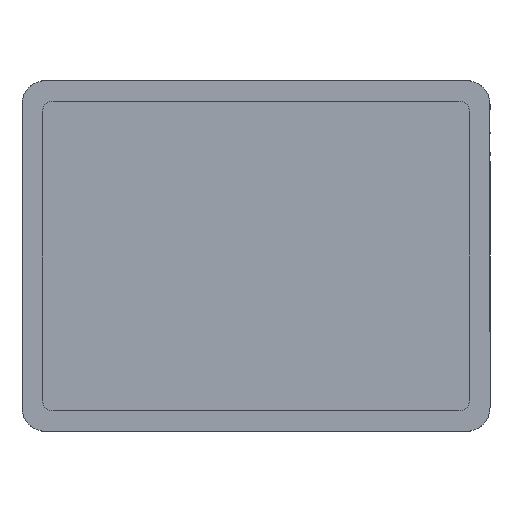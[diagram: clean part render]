
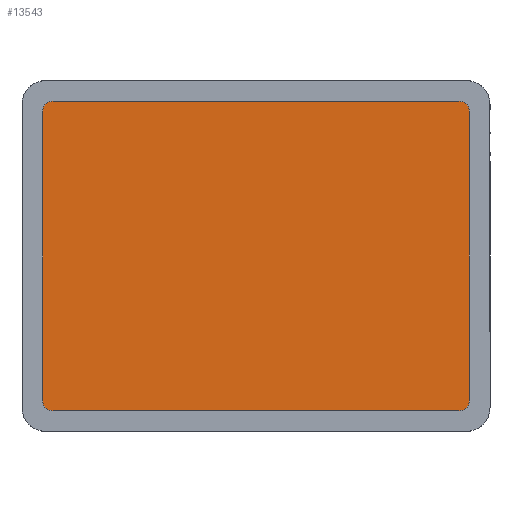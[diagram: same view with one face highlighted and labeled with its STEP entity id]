
A CAD part, front view. The second image highlights one B-rep face of the part: STEP entity #13543.
In plain terms, the highlighted planar face has unit normal (0, -1, 0).
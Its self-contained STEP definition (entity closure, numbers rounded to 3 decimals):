
#397 = DIRECTION ( 'NONE',  ( 0., 1., 0. ) ) ;
#554 = CARTESIAN_POINT ( 'NONE',  ( 182., 0., 123. ) ) ;
#564 = AXIS2_PLACEMENT_3D ( 'NONE', #4878, #11413, #19393 ) ;
#1009 = DIRECTION ( 'NONE',  ( 0., 0., -1. ) ) ;
#1469 = ORIENTED_EDGE ( 'NONE', *, *, #3459, .F. ) ;
#1607 = DIRECTION ( 'NONE',  ( 0., 0., 1. ) ) ;
#1614 = VERTEX_POINT ( 'NONE', #3149 ) ;
#1634 = LINE ( 'NONE', #9551, #20381 ) ;
#1768 = CARTESIAN_POINT ( 'NONE',  ( 173., 0., -123. ) ) ;
#2112 = VERTEX_POINT ( 'NONE', #19955 ) ;
#3149 = CARTESIAN_POINT ( 'NONE',  ( -173., 0., 132. ) ) ;
#3208 = LINE ( 'NONE', #18049, #16506 ) ;
#3459 = EDGE_CURVE ( 'NONE', #9052, #13696, #20815, .T. ) ;
#3536 = ORIENTED_EDGE ( 'NONE', *, *, #5184, .F. ) ;
#4707 = EDGE_LOOP ( 'NONE', ( #14481, #16239, #1469, #9471, #3536, #9183, #12041, #4810 ) ) ;
#4810 = ORIENTED_EDGE ( 'NONE', *, *, #16534, .F. ) ;
#4878 = CARTESIAN_POINT ( 'NONE',  ( 173., 0., 123. ) ) ;
#5184 = EDGE_CURVE ( 'NONE', #5749, #6596, #13022, .T. ) ;
#5749 = VERTEX_POINT ( 'NONE', #17906 ) ;
#6596 = VERTEX_POINT ( 'NONE', #554 ) ;
#7247 = DIRECTION ( 'NONE',  ( 0., 1., 0. ) ) ;
#7355 = CARTESIAN_POINT ( 'NONE',  ( -173., 0., 123. ) ) ;
#7694 = CARTESIAN_POINT ( 'NONE',  ( -173., 0., -132. ) ) ;
#7921 = LINE ( 'NONE', #9130, #20818 ) ;
#8240 = VERTEX_POINT ( 'NONE', #7694 ) ;
#8273 = CARTESIAN_POINT ( 'NONE',  ( -173., 0., -123. ) ) ;
#8469 = DIRECTION ( 'NONE',  ( 0., 1., 0. ) ) ;
#8484 = DIRECTION ( 'NONE',  ( 0., 0., 1. ) ) ;
#8820 = AXIS2_PLACEMENT_3D ( 'NONE', #8273, #14690, #8484 ) ;
#8994 = EDGE_CURVE ( 'NONE', #2112, #1614, #11276, .T. ) ;
#9052 = VERTEX_POINT ( 'NONE', #20286 ) ;
#9130 = CARTESIAN_POINT ( 'NONE',  ( 182., 0., 123. ) ) ;
#9183 = ORIENTED_EDGE ( 'NONE', *, *, #19288, .F. ) ;
#9471 = ORIENTED_EDGE ( 'NONE', *, *, #20805, .F. ) ;
#9551 = CARTESIAN_POINT ( 'NONE',  ( -173., 0., -132. ) ) ;
#9903 = AXIS2_PLACEMENT_3D ( 'NONE', #16039, #8469, #1607 ) ;
#10400 = DIRECTION ( 'NONE',  ( 1., 0., 0. ) ) ;
#10410 = EDGE_CURVE ( 'NONE', #13696, #8240, #1634, .T. ) ;
#10590 = CARTESIAN_POINT ( 'NONE',  ( 173., 0., -132. ) ) ;
#10724 = DIRECTION ( 'NONE',  ( 0., 0., 1. ) ) ;
#11276 = CIRCLE ( 'NONE', #17996, 9. ) ;
#11413 = DIRECTION ( 'NONE',  ( 0., 1., 0. ) ) ;
#12041 = ORIENTED_EDGE ( 'NONE', *, *, #8994, .F. ) ;
#12570 = VECTOR ( 'NONE', #10400, 1000. ) ;
#12660 = CARTESIAN_POINT ( 'NONE',  ( -182., 0., -123. ) ) ;
#12762 = AXIS2_PLACEMENT_3D ( 'NONE', #1768, #397, #13256 ) ;
#12805 = DIRECTION ( 'NONE',  ( 0., 0., 1. ) ) ;
#13017 = DIRECTION ( 'NONE',  ( -1., 0., 0. ) ) ;
#13022 = CIRCLE ( 'NONE', #564, 9. ) ;
#13130 = LINE ( 'NONE', #19542, #12570 ) ;
#13256 = DIRECTION ( 'NONE',  ( 0., 0., 1. ) ) ;
#13322 = FACE_OUTER_BOUND ( 'NONE', #4707, .T. ) ;
#13543 = ADVANCED_FACE ( 'NONE', ( #13322 ), #16474, .F. ) ;
#13696 = VERTEX_POINT ( 'NONE', #10590 ) ;
#14481 = ORIENTED_EDGE ( 'NONE', *, *, #18101, .F. ) ;
#14690 = DIRECTION ( 'NONE',  ( 0., 1., 0. ) ) ;
#16039 = CARTESIAN_POINT ( 'NONE',  ( -173., 0., -123. ) ) ;
#16239 = ORIENTED_EDGE ( 'NONE', *, *, #10410, .F. ) ;
#16474 = PLANE ( 'NONE',  #8820 ) ;
#16506 = VECTOR ( 'NONE', #12805, 1000. ) ;
#16534 = EDGE_CURVE ( 'NONE', #19517, #2112, #3208, .T. ) ;
#17906 = CARTESIAN_POINT ( 'NONE',  ( 173., 0., 132. ) ) ;
#17996 = AXIS2_PLACEMENT_3D ( 'NONE', #7355, #7247, #10724 ) ;
#18049 = CARTESIAN_POINT ( 'NONE',  ( -182., 0., 123. ) ) ;
#18101 = EDGE_CURVE ( 'NONE', #8240, #19517, #19979, .T. ) ;
#19288 = EDGE_CURVE ( 'NONE', #1614, #5749, #13130, .T. ) ;
#19393 = DIRECTION ( 'NONE',  ( 0., 0., 1. ) ) ;
#19517 = VERTEX_POINT ( 'NONE', #12660 ) ;
#19542 = CARTESIAN_POINT ( 'NONE',  ( -173., 0., 132. ) ) ;
#19955 = CARTESIAN_POINT ( 'NONE',  ( -182., 0., 123. ) ) ;
#19979 = CIRCLE ( 'NONE', #9903, 9. ) ;
#20286 = CARTESIAN_POINT ( 'NONE',  ( 182., 0., -123. ) ) ;
#20381 = VECTOR ( 'NONE', #13017, 1000. ) ;
#20805 = EDGE_CURVE ( 'NONE', #6596, #9052, #7921, .T. ) ;
#20815 = CIRCLE ( 'NONE', #12762, 9. ) ;
#20818 = VECTOR ( 'NONE', #1009, 1000. ) ;
